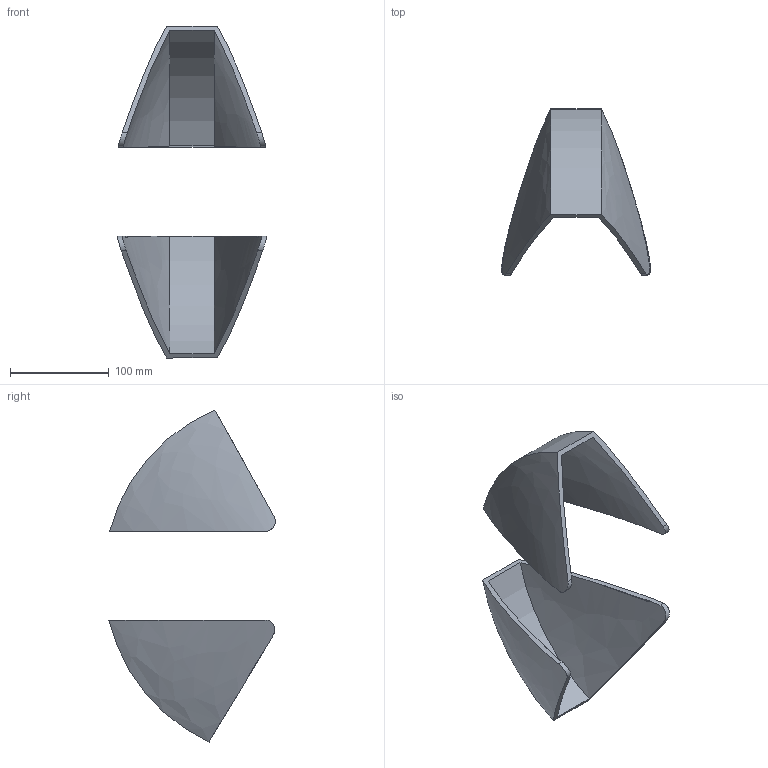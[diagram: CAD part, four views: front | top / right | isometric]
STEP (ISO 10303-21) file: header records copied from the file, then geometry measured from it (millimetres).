
FILE_DESCRIPTION(/* description */ (''),/* implementation_level */ '2;1');
FILE_NAME(/* name */ 'Shell.step',/* time_stamp */ '2019-05-21T15:44:03+05:00',/* author */ (''),/* organization */ (''),/* preprocessor_version */ 'ST-DEVELOPER v18',/* originating_system */ 'Autodesk Translation Framework v8.2.0.1029',/* authorisation */ '');
FILE_SCHEMA (('AUTOMOTIVE_DESIGN { 1 0 10303 214 3 1 1 }'));
Length unit declared in the file: inch
Products named in the file (1): Shell (1)
Bounding box: 151.32 x 168.92 x 336.84 mm (x, y, z)
Volume: 345766.3 mm3; surface area: 145705.1 mm2
Topology: 2 solids, 2 shells, 31 faces, 79 edges, 52 vertices
Faces by surface type: bspline 12, plane 10, cylinder 9
Entity records: 1859 total; most frequent: CARTESIAN_POINT 1178, ORIENTED_EDGE 158, DIRECTION 89, EDGE_CURVE 79, VERTEX_POINT 52, B_SPLINE_CURVE_WITH_KNOTS 40, FACE_OUTER_BOUND 31, EDGE_LOOP 31
